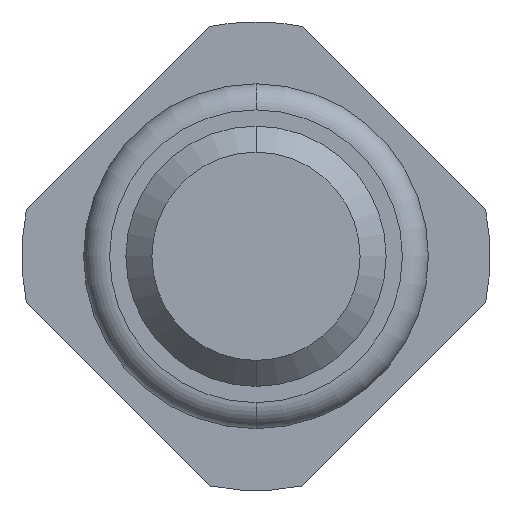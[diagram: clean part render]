
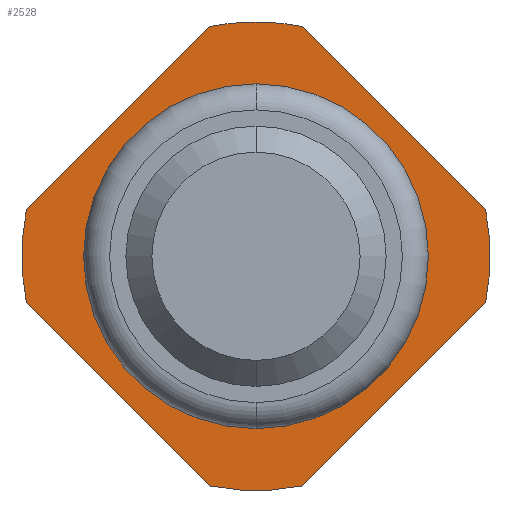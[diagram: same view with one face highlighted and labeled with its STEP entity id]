
A CAD part, front view. The second image highlights one B-rep face of the part: STEP entity #2528.
In plain terms, the highlighted planar face has unit normal (0, -1, 0).
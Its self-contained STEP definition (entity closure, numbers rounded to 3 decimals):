
#48 = EDGE_CURVE ( 'Defeature ausgef�hrt2_0+Defeature ausgef�hrt2_12+Defeature ausgef�hrt2_12+Defeature ausgef�hrt2_12', #3637, #2022, #4051, .T. ) ;
#111 = CARTESIAN_POINT ( 'NONE',  ( 0., -2., 1.8 ) ) ;
#170 = ORIENTED_EDGE ( 'NONE', *, *, #1800, .F. ) ;
#194 = EDGE_CURVE ( 'Defeature ausgef�hrt2_16+Defeature ausgef�hrt2_0+Defeature ausgef�hrt2_4+Defeature ausgef�hrt2_3', #1362, #736, #1964, .T. ) ;
#196 = DIRECTION ( 'NONE',  ( 0., 1., 0. ) ) ;
#200 = AXIS2_PLACEMENT_3D ( 'NONE', #328, #1971, #2937 ) ;
#266 = CARTESIAN_POINT ( 'NONE',  ( 1.764, -2., 0.357 ) ) ;
#328 = CARTESIAN_POINT ( 'NONE',  ( 0., -2., 0. ) ) ;
#406 = VERTEX_POINT ( 'NONE', #111 ) ;
#444 = CARTESIAN_POINT ( 'NONE',  ( 0.357, -2., -1.764 ) ) ;
#481 = CARTESIAN_POINT ( 'NONE',  ( -0.161, -2., -1.961 ) ) ;
#499 = DIRECTION ( 'NONE',  ( 0., 0., 1. ) ) ;
#519 = ORIENTED_EDGE ( 'NONE', *, *, #4154, .F. ) ;
#547 = DIRECTION ( 'NONE',  ( 0.707, 0., -0.707 ) ) ;
#736 = VERTEX_POINT ( 'NONE', #1590 ) ;
#746 = CARTESIAN_POINT ( 'NONE',  ( 0., -2., 0. ) ) ;
#771 = CARTESIAN_POINT ( 'NONE',  ( 1.961, -2., -0.161 ) ) ;
#775 = AXIS2_PLACEMENT_3D ( 'NONE', #746, #1399, #2322 ) ;
#836 = CARTESIAN_POINT ( 'NONE',  ( -0.161, -2., 1.961 ) ) ;
#850 = AXIS2_PLACEMENT_3D ( 'NONE', #3954, #3303, #2652 ) ;
#857 = DIRECTION ( 'NONE',  ( 0., 0., 1. ) ) ;
#877 = DIRECTION ( 'NONE',  ( -0.707, 0., -0.707 ) ) ;
#1016 = LINE ( 'NONE', #836, #2491 ) ;
#1080 = DIRECTION ( 'NONE',  ( 0., 1., 0. ) ) ;
#1099 = VECTOR ( 'NONE', #2736, 1000. ) ;
#1119 = CARTESIAN_POINT ( 'NONE',  ( 0., -2., 0. ) ) ;
#1178 = CARTESIAN_POINT ( 'NONE',  ( 1.764, -2., -0.357 ) ) ;
#1362 = VERTEX_POINT ( 'NONE', #1592 ) ;
#1385 = CIRCLE ( 'NONE', #2487, 1.8 ) ;
#1392 = CARTESIAN_POINT ( 'NONE',  ( 0., -2., 1.325 ) ) ;
#1399 = DIRECTION ( 'NONE',  ( 0., 1., 0. ) ) ;
#1457 = EDGE_LOOP ( 'NONE', ( #3355, #3641 ) ) ;
#1495 = EDGE_CURVE ( 'Defeature ausgef�hrt2_0+Defeature ausgef�hrt2_12+Defeature ausgef�hrt2_12+Defeature ausgef�hrt2_12', #2022, #3637, #3252, .T. ) ;
#1501 = DIRECTION ( 'NONE',  ( 0.707, 0., 0.707 ) ) ;
#1518 = CARTESIAN_POINT ( 'NONE',  ( 1.961, -2., 0.161 ) ) ;
#1533 = DIRECTION ( 'NONE',  ( 0., 1., 0. ) ) ;
#1587 = CARTESIAN_POINT ( 'NONE',  ( 0.357, -2., 1.764 ) ) ;
#1590 = CARTESIAN_POINT ( 'NONE',  ( -1.764, -2., -0.357 ) ) ;
#1592 = CARTESIAN_POINT ( 'NONE',  ( -0.357, -2., -1.764 ) ) ;
#1614 = ORIENTED_EDGE ( 'NONE', *, *, #194, .F. ) ;
#1674 = CARTESIAN_POINT ( 'NONE',  ( -0.357, -2., 1.764 ) ) ;
#1708 = CARTESIAN_POINT ( 'NONE',  ( 0., -2., -1.325 ) ) ;
#1779 = CIRCLE ( 'NONE', #850, 1.8 ) ;
#1800 = EDGE_CURVE ( 'Defeature ausgef�hrt2_17+Defeature ausgef�hrt2_0+Defeature ausgef�hrt2_3+Defeature ausgef�hrt2_2', #4201, #2028, #1016, .T. ) ;
#1878 = CARTESIAN_POINT ( 'NONE',  ( 0., -2., 0. ) ) ;
#1902 = CARTESIAN_POINT ( 'NONE',  ( -1.764, -2., 0.357 ) ) ;
#1964 = LINE ( 'NONE', #481, #1099 ) ;
#1971 = DIRECTION ( 'NONE',  ( 0., 1., 0. ) ) ;
#2006 = CARTESIAN_POINT ( 'NONE',  ( 0., -2., 0. ) ) ;
#2022 = VERTEX_POINT ( 'NONE', #1708 ) ;
#2028 = VERTEX_POINT ( 'NONE', #1674 ) ;
#2091 = AXIS2_PLACEMENT_3D ( 'NONE', #2006, #1080, #2355 ) ;
#2110 = ORIENTED_EDGE ( 'NONE', *, *, #3775, .F. ) ;
#2113 = EDGE_LOOP ( 'NONE', ( #519, #3264, #2110, #170, #3953, #1614, #2153, #3293, #3862 ) ) ;
#2120 = VECTOR ( 'NONE', #547, 1000. ) ;
#2153 = ORIENTED_EDGE ( 'NONE', *, *, #3062, .F. ) ;
#2165 = PLANE ( 'NONE',  #2318 ) ;
#2184 = CARTESIAN_POINT ( 'NONE',  ( 1.8, -2., 0. ) ) ;
#2206 = VERTEX_POINT ( 'NONE', #1587 ) ;
#2281 = CIRCLE ( 'NONE', #2896, 1.8 ) ;
#2318 = AXIS2_PLACEMENT_3D ( 'NONE', #2184, #196, #3493 ) ;
#2322 = DIRECTION ( 'NONE',  ( 0., 0., 1. ) ) ;
#2355 = DIRECTION ( 'NONE',  ( 0., 0., 1. ) ) ;
#2392 = VECTOR ( 'NONE', #877, 1000. ) ;
#2487 = AXIS2_PLACEMENT_3D ( 'NONE', #3524, #3869, #2546 ) ;
#2491 = VECTOR ( 'NONE', #1501, 1000. ) ;
#2528 = ADVANCED_FACE ( 'Defeature ausgef�hrt2_0', ( #2698, #2545 ), #2165, .F. ) ;
#2545 = FACE_OUTER_BOUND ( 'NONE', #2113, .T. ) ;
#2546 = DIRECTION ( 'NONE',  ( 0., 0., 1. ) ) ;
#2550 = EDGE_CURVE ( 'Defeature ausgef�hrt2_15+Defeature ausgef�hrt2_0+Defeature ausgef�hrt2_1+Defeature ausgef�hrt2_4', #3155, #3956, #4072, .T. ) ;
#2644 = EDGE_CURVE ( 'Defeature ausgef�hrt2_2+Defeature ausgef�hrt2_0+Defeature ausgef�hrt2_17+Defeature ausgef�hrt2_18', #406, #2206, #1385, .T. ) ;
#2652 = DIRECTION ( 'NONE',  ( 0., 0., 1. ) ) ;
#2687 = VERTEX_POINT ( 'NONE', #266 ) ;
#2698 = FACE_BOUND ( 'NONE', #1457, .T. ) ;
#2736 = DIRECTION ( 'NONE',  ( -0.707, 0., 0.707 ) ) ;
#2896 = AXIS2_PLACEMENT_3D ( 'NONE', #1119, #3692, #499 ) ;
#2937 = DIRECTION ( 'NONE',  ( 0., 0., 1. ) ) ;
#3062 = EDGE_CURVE ( 'Defeature ausgef�hrt2_4+Defeature ausgef�hrt2_0+Defeature ausgef�hrt2_15+Defeature ausgef�hrt2_16', #3956, #1362, #3557, .T. ) ;
#3155 = VERTEX_POINT ( 'NONE', #1178 ) ;
#3199 = CIRCLE ( 'NONE', #775, 1.8 ) ;
#3252 = CIRCLE ( 'NONE', #200, 1.325 ) ;
#3264 = ORIENTED_EDGE ( 'NONE', *, *, #2644, .F. ) ;
#3293 = ORIENTED_EDGE ( 'NONE', *, *, #2550, .F. ) ;
#3303 = DIRECTION ( 'NONE',  ( 0., 1., 0. ) ) ;
#3355 = ORIENTED_EDGE ( 'NONE', *, *, #48, .T. ) ;
#3493 = DIRECTION ( 'NONE',  ( 0., 0., 1. ) ) ;
#3524 = CARTESIAN_POINT ( 'NONE',  ( 0., -2., 0. ) ) ;
#3531 = EDGE_CURVE ( 'Defeature ausgef�hrt2_3+Defeature ausgef�hrt2_0+Defeature ausgef�hrt2_16+Defeature ausgef�hrt2_17', #736, #4201, #1779, .T. ) ;
#3557 = CIRCLE ( 'NONE', #4149, 1.8 ) ;
#3637 = VERTEX_POINT ( 'NONE', #1392 ) ;
#3641 = ORIENTED_EDGE ( 'NONE', *, *, #1495, .T. ) ;
#3692 = DIRECTION ( 'NONE',  ( 0., 1., 0. ) ) ;
#3775 = EDGE_CURVE ( 'Defeature ausgef�hrt2_2+Defeature ausgef�hrt2_0+Defeature ausgef�hrt2_17+Defeature ausgef�hrt2_18', #2028, #406, #2281, .T. ) ;
#3862 = ORIENTED_EDGE ( 'NONE', *, *, #3940, .F. ) ;
#3869 = DIRECTION ( 'NONE',  ( 0., 1., 0. ) ) ;
#3940 = EDGE_CURVE ( 'Defeature ausgef�hrt2_1+Defeature ausgef�hrt2_0+Defeature ausgef�hrt2_18+Defeature ausgef�hrt2_15', #2687, #3155, #3199, .T. ) ;
#3953 = ORIENTED_EDGE ( 'NONE', *, *, #3531, .F. ) ;
#3954 = CARTESIAN_POINT ( 'NONE',  ( 0., -2., 0. ) ) ;
#3956 = VERTEX_POINT ( 'NONE', #444 ) ;
#4051 = CIRCLE ( 'NONE', #2091, 1.325 ) ;
#4072 = LINE ( 'NONE', #771, #2392 ) ;
#4149 = AXIS2_PLACEMENT_3D ( 'NONE', #1878, #1533, #857 ) ;
#4154 = EDGE_CURVE ( 'Defeature ausgef�hrt2_18+Defeature ausgef�hrt2_0+Defeature ausgef�hrt2_2+Defeature ausgef�hrt2_1', #2206, #2687, #4166, .T. ) ;
#4166 = LINE ( 'NONE', #1518, #2120 ) ;
#4201 = VERTEX_POINT ( 'NONE', #1902 ) ;
